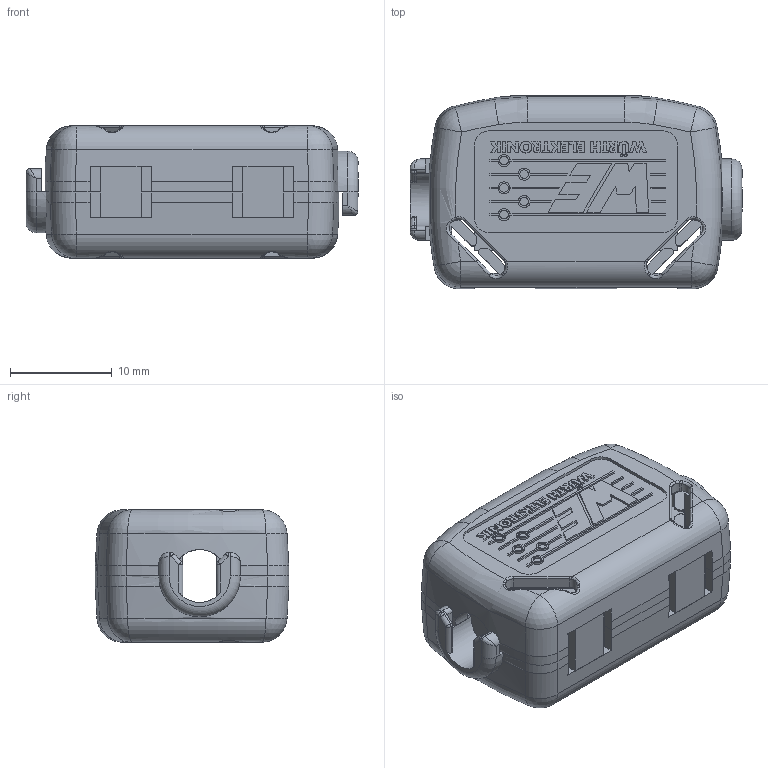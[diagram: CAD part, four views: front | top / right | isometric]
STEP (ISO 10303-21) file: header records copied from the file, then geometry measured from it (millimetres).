
FILE_DESCRIPTION(/* description */ ('Unknown'),/* implementation_level */ '2;1');
FILE_NAME(/* name */ '74271142',/* time_stamp */ '2020-02-25T09:13:28+01:00',/* author */ ('Unknown'),/* organization */ ('Unknown'),/* preprocessor_version */ 'ST-DEVELOPER v16.7',/* originating_system */ 'DEX',/* authorisation */ $);
FILE_SCHEMA (('AUTOMOTIVE_DESIGN {1 0 10303 214 3 1 1}'));
Length unit declared in the file: millimetre
Products named in the file (5): 74271142; 74271142_oben; Ferrit; 74271142_unten
Assembly tree (5 placements, depth 3):
  74271142
    74271142_oben
    Ferrit
    74271142_unten
      74271142_unten
      Ferrit
Bounding box: 32.6 x 19 x 13 mm (x, y, z)
Volume: 4253.4 mm3; surface area: 6219.8 mm2
Topology: 4 solids, 4 shells, 1516 faces, 4130 edges, 2679 vertices
Faces by surface type: plane 981, cylinder 329, bspline 152, torus 28, sphere 14, cone 12
Full cylindrical faces by diameter (mm): 0.273 x2, 0.842 x5, 2.1 x1, 4 x1
Entity records: 52575 total; most frequent: CARTESIAN_POINT 15155, ORIENTED_EDGE 8166, DIRECTION 7114, EDGE_CURVE 4083, LINE 2834, VECTOR 2834, VERTEX_POINT 2664, AXIS2_PLACEMENT_3D 2140
